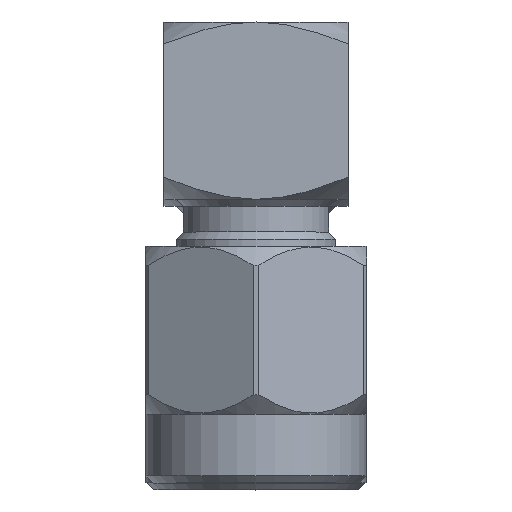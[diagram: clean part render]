
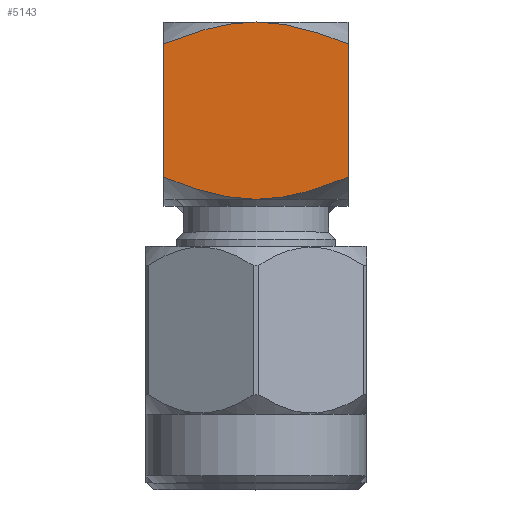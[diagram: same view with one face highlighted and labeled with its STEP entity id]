
A CAD part, top view. The second image highlights one B-rep face of the part: STEP entity #5143.
In plain terms, the highlighted face is planar.
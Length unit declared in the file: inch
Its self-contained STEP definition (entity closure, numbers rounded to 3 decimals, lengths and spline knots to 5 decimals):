
#223 = B_SPLINE_CURVE_WITH_KNOTS ( 'NONE', 3,
 ( #1452, #5411, #3244, #843, #9330, #3997 ),
 .UNSPECIFIED., .F., .F.,
 ( 4, 2, 4 ),
 ( 0.00714, 0.00886, 0.01059 ),
 .UNSPECIFIED. ) ;
#423 = CARTESIAN_POINT ( 'NONE',  ( -0.13, -0.12413, -0.02252 ) ) ;
#437 = CARTESIAN_POINT ( 'NONE',  ( -0.13, 0.11009, -0.08803 ) ) ;
#501 = CARTESIAN_POINT ( 'NONE',  ( -0.13, 0.09391, -0.13 ) ) ;
#804 = ORIENTED_EDGE ( 'NONE', *, *, #2875, .F. ) ;
#843 = CARTESIAN_POINT ( 'NONE',  ( -0.13, 0.11016, 0.08785 ) ) ;
#1106 = CARTESIAN_POINT ( 'NONE',  ( -0.13, -0.09391, -0.13 ) ) ;
#1173 = CARTESIAN_POINT ( 'NONE',  ( -0.13, -0.12093, -0.04469 ) ) ;
#1241 = CARTESIAN_POINT ( 'NONE',  ( -0.13, -0.09391, -0.13 ) ) ;
#1276 = CARTESIAN_POINT ( 'NONE',  ( -0.13, -0.125, 0. ) ) ;
#1452 = CARTESIAN_POINT ( 'NONE',  ( -0.13, 0.125, 0. ) ) ;
#1989 = CARTESIAN_POINT ( 'NONE',  ( -0.13, 0.125, 0. ) ) ;
#2086 = CARTESIAN_POINT ( 'NONE',  ( -0.13, 0.125, -0.01117 ) ) ;
#2401 = DIRECTION ( 'NONE',  ( 1., 0., 0. ) ) ;
#2755 = AXIS2_PLACEMENT_3D ( 'NONE', #6296, #2401, #4666 ) ;
#2763 = DIRECTION ( 'NONE',  ( 0., -1., 0. ) ) ;
#2826 = CARTESIAN_POINT ( 'NONE',  ( -0.13, -0.125, 0.02255 ) ) ;
#2829 = VERTEX_POINT ( 'NONE', #1989 ) ;
#2875 = EDGE_CURVE ( 'NONE', #2945, #2829, #8804, .T. ) ;
#2939 = ORIENTED_EDGE ( 'NONE', *, *, #4052, .F. ) ;
#2945 = VERTEX_POINT ( 'NONE', #6164 ) ;
#3244 = CARTESIAN_POINT ( 'NONE',  ( -0.13, 0.1215, 0.04454 ) ) ;
#3444 = CARTESIAN_POINT ( 'NONE',  ( -0.13, -0.11009, -0.08803 ) ) ;
#3466 = VERTEX_POINT ( 'NONE', #1106 ) ;
#3620 = CARTESIAN_POINT ( 'NONE',  ( -0.13, 0.11861, -0.05561 ) ) ;
#3709 = VERTEX_POINT ( 'NONE', #5115 ) ;
#3997 = CARTESIAN_POINT ( 'NONE',  ( -0.13, 0.09391, 0.13 ) ) ;
#4052 = EDGE_CURVE ( 'NONE', #6792, #3709, #9896, .T. ) ;
#4119 = EDGE_CURVE ( 'NONE', #2829, #6792, #223, .T. ) ;
#4208 = B_SPLINE_CURVE_WITH_KNOTS ( 'NONE', 3,
 ( #1276, #7382, #423, #1173, #6615, #3444, #5942, #1241 ),
 .UNSPECIFIED., .F., .F.,
 ( 4, 2, 2, 4 ),
 ( 0.01199, 0.01283, 0.01368, 0.01537 ),
 .UNSPECIFIED. ) ;
#4328 = VECTOR ( 'NONE', #5446, 39.37008 ) ;
#4532 = VECTOR ( 'NONE', #2763, 39.37008 ) ;
#4666 = DIRECTION ( 'NONE',  ( 0., 0., -1. ) ) ;
#4797 = ORIENTED_EDGE ( 'NONE', *, *, #9156, .F. ) ;
#5115 = CARTESIAN_POINT ( 'NONE',  ( -0.13, -0.09391, 0.13 ) ) ;
#5143 = ADVANCED_FACE ( 'NONE', ( #8327 ), #7886, .F. ) ;
#5198 = CARTESIAN_POINT ( 'NONE',  ( -0.13, 0.125, 0. ) ) ;
#5221 = CARTESIAN_POINT ( 'NONE',  ( -0.13, -0.09391, 0.13 ) ) ;
#5335 = B_SPLINE_CURVE_WITH_KNOTS ( 'NONE', 3,
 ( #5221, #8326, #8387, #9943, #2826, #6850 ),
 .UNSPECIFIED., .F., .F.,
 ( 4, 2, 4 ),
 ( 0.00857, 0.01028, 0.01199 ),
 .UNSPECIFIED. ) ;
#5384 = EDGE_CURVE ( 'NONE', #5447, #3466, #4208, .T. ) ;
#5411 = CARTESIAN_POINT ( 'NONE',  ( -0.13, 0.125, 0.02255 ) ) ;
#5446 = DIRECTION ( 'NONE',  ( 0., -1., 0. ) ) ;
#5447 = VERTEX_POINT ( 'NONE', #6583 ) ;
#5942 = CARTESIAN_POINT ( 'NONE',  ( -0.13, -0.10239, -0.10924 ) ) ;
#6164 = CARTESIAN_POINT ( 'NONE',  ( -0.13, 0.09391, -0.13 ) ) ;
#6296 = CARTESIAN_POINT ( 'NONE',  ( -0.13, -0.125, 0.13 ) ) ;
#6583 = CARTESIAN_POINT ( 'NONE',  ( -0.13, -0.125, 0. ) ) ;
#6614 = LINE ( 'NONE', #7415, #4532 ) ;
#6615 = CARTESIAN_POINT ( 'NONE',  ( -0.13, -0.11861, -0.05561 ) ) ;
#6766 = CARTESIAN_POINT ( 'NONE',  ( -0.13, 0.12413, -0.02252 ) ) ;
#6792 = VERTEX_POINT ( 'NONE', #7264 ) ;
#6850 = CARTESIAN_POINT ( 'NONE',  ( -0.13, -0.125, 0. ) ) ;
#6878 = ORIENTED_EDGE ( 'NONE', *, *, #4119, .F. ) ;
#7264 = CARTESIAN_POINT ( 'NONE',  ( -0.13, 0.09391, 0.13 ) ) ;
#7291 = EDGE_CURVE ( 'NONE', #2945, #3466, #6614, .T. ) ;
#7382 = CARTESIAN_POINT ( 'NONE',  ( -0.13, -0.125, -0.01117 ) ) ;
#7415 = CARTESIAN_POINT ( 'NONE',  ( -0.13, -0.125, -0.13 ) ) ;
#7617 = ORIENTED_EDGE ( 'NONE', *, *, #5384, .F. ) ;
#7886 = PLANE ( 'NONE',  #2755 ) ;
#8198 = CARTESIAN_POINT ( 'NONE',  ( -0.13, 0.10239, -0.10924 ) ) ;
#8326 = CARTESIAN_POINT ( 'NONE',  ( -0.13, -0.1024, 0.10921 ) ) ;
#8327 = FACE_OUTER_BOUND ( 'NONE', #10017, .T. ) ;
#8387 = CARTESIAN_POINT ( 'NONE',  ( -0.13, -0.11016, 0.08785 ) ) ;
#8472 = CARTESIAN_POINT ( 'NONE',  ( -0.13, -0.125, 0.13 ) ) ;
#8652 = ORIENTED_EDGE ( 'NONE', *, *, #7291, .T. ) ;
#8804 = B_SPLINE_CURVE_WITH_KNOTS ( 'NONE', 3,
 ( #501, #8198, #437, #3620, #9818, #6766, #2086, #5198 ),
 .UNSPECIFIED., .F., .F.,
 ( 4, 2, 2, 4 ),
 ( 0.00373, 0.00543, 0.00629, 0.00714 ),
 .UNSPECIFIED. ) ;
#9156 = EDGE_CURVE ( 'NONE', #3709, #5447, #5335, .T. ) ;
#9330 = CARTESIAN_POINT ( 'NONE',  ( -0.13, 0.1024, 0.10921 ) ) ;
#9818 = CARTESIAN_POINT ( 'NONE',  ( -0.13, 0.12093, -0.04469 ) ) ;
#9896 = LINE ( 'NONE', #8472, #4328 ) ;
#9943 = CARTESIAN_POINT ( 'NONE',  ( -0.13, -0.1215, 0.04454 ) ) ;
#10017 = EDGE_LOOP ( 'NONE', ( #4797, #2939, #6878, #804, #8652, #7617 ) ) ;
